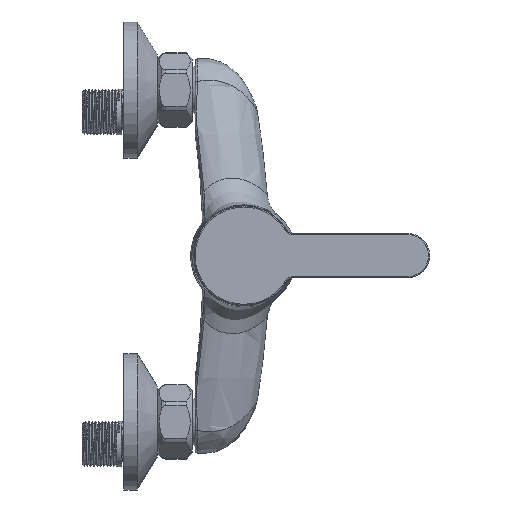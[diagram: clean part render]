
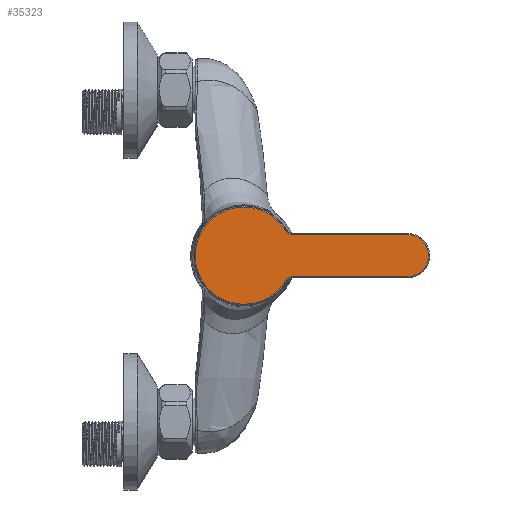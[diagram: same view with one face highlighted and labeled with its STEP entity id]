
A CAD part, top view. The second image highlights one B-rep face of the part: STEP entity #35323.
In plain terms, the highlighted face is planar.
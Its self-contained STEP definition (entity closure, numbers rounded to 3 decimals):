
#26606=CARTESIAN_POINT('',(0.,-74.,0.));
#26607=DIRECTION('',(0.,0.,-1.));
#26608=DIRECTION('',(1.,0.,0.));
#26609=AXIS2_PLACEMENT_3D('',#26606,#26607,#26608);
#26611=DIRECTION('',(0.,-1.,0.));
#26612=VECTOR('',#26611,52.063);
#26613=CARTESIAN_POINT('',(9.5,-21.937,0.));
#26614=LINE('',#26613,#26612);
#26615=CARTESIAN_POINT('',(13.,-21.937,0.));
#26616=DIRECTION('',(0.,0.,1.));
#26617=DIRECTION('',(-0.51,0.86,0.));
#26618=AXIS2_PLACEMENT_3D('',#26615,#26616,#26617);
#26620=CARTESIAN_POINT('',(-13.,-21.937,0.));
#26621=DIRECTION('',(0.,0.,1.));
#26622=DIRECTION('',(1.,0.,0.));
#26623=AXIS2_PLACEMENT_3D('',#26620,#26621,#26622);
#26625=DIRECTION('',(0.,1.,0.));
#26626=VECTOR('',#26625,52.063);
#26627=CARTESIAN_POINT('',(-9.5,-74.,0.));
#26628=LINE('',#26627,#26626);
#26649=CARTESIAN_POINT('',(0.,0.,0.));
#26650=DIRECTION('',(0.,0.,-1.));
#26651=DIRECTION('',(-0.51,-0.86,0.));
#26652=AXIS2_PLACEMENT_3D('',#26649,#26650,#26651);
#33324=CARTESIAN_POINT('',(9.5,-74.,0.));
#33325=CARTESIAN_POINT('',(-9.5,-74.,0.));
#33326=VERTEX_POINT('',#33324);
#33327=VERTEX_POINT('',#33325);
#33332=CARTESIAN_POINT('',(-9.5,-21.937,0.));
#33333=VERTEX_POINT('',#33332);
#33336=CARTESIAN_POINT('',(-11.216,-18.926,
0.));
#33337=VERTEX_POINT('',#33336);
#33346=CARTESIAN_POINT('',(11.216,-18.926,
0.));
#33347=CARTESIAN_POINT('',(9.5,-21.937,
0.));
#33348=VERTEX_POINT('',#33346);
#33349=VERTEX_POINT('',#33347);
#35304=CARTESIAN_POINT('',(0.,0.,0.));
#35305=DIRECTION('',(0.,0.,1.));
#35306=DIRECTION('',(1.,0.,0.));
#35307=AXIS2_PLACEMENT_3D('',#35304,#35305,#35306);
#35308=PLANE('',#35307);
#35310=ORIENTED_EDGE('',*,*,#35309,.F.);
#35312=ORIENTED_EDGE('',*,*,#35311,.F.);
#35314=ORIENTED_EDGE('',*,*,#35313,.F.);
#35316=ORIENTED_EDGE('',*,*,#35315,.F.);
#35318=ORIENTED_EDGE('',*,*,#35317,.F.);
#35320=ORIENTED_EDGE('',*,*,#35319,.F.);
#35321=EDGE_LOOP('',(#35310,#35312,#35314,#35316,#35318,#35320));
#35322=FACE_OUTER_BOUND('',#35321,.F.);
#35323=ADVANCED_FACE('',(#35322),#35308,.F.);
#26610=CIRCLE('',#26609,9.5);
#26619=CIRCLE('',#26618,3.5);
#26624=CIRCLE('',#26623,3.5);
#26653=CIRCLE('',#26652,22.);
#35309=EDGE_CURVE('',#33326,#33327,#26610,.T.);
#35311=EDGE_CURVE('',#33349,#33326,#26614,.T.);
#35313=EDGE_CURVE('',#33348,#33349,#26619,.T.);
#35315=EDGE_CURVE('',#33337,#33348,#26653,.T.);
#35317=EDGE_CURVE('',#33333,#33337,#26624,.T.);
#35319=EDGE_CURVE('',#33327,#33333,#26628,.T.);
